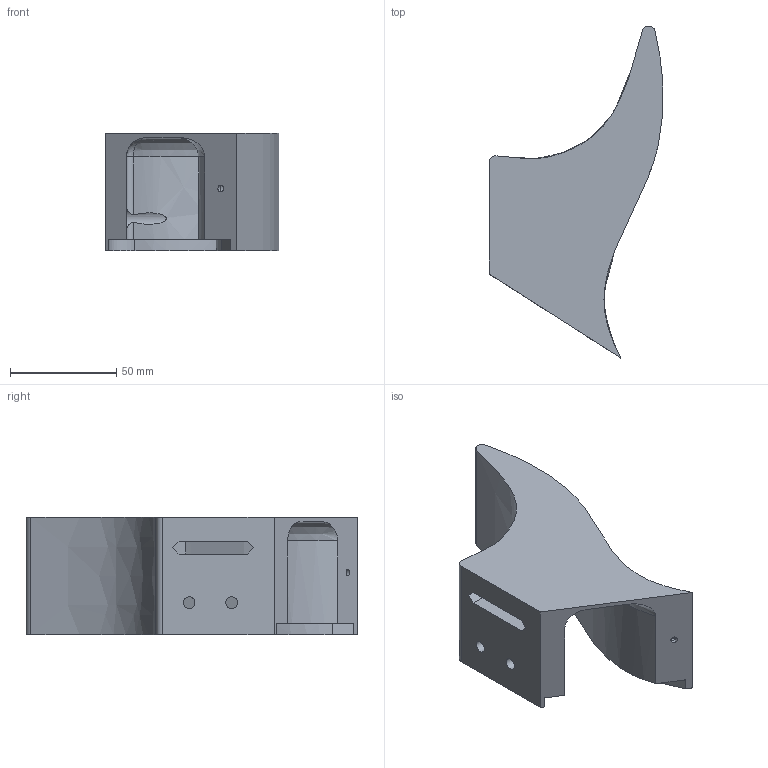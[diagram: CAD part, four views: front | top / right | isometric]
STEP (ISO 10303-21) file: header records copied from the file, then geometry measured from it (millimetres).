
FILE_DESCRIPTION(/* description */ ('STEP AP242','CAx-IF Rec.Pracs.---Representation and Presentation of Product Manufacturing Information (PMI)---4.0---2014-10-13','CAx-IF Rec.Pracs.---3D Tessellated Geometry---0.4---2014-09-14','2;1'),/* implementation_level */ '2;1');
FILE_NAME(/* name */ 'BC Rich - Headless - Body - Top Right',/* time_stamp */ '2025-02-06T01:27:06Z',/* author */ (''),/* organization */ (''),/* preprocessor_version */ 'ST-DEVELOPER v20',/* originating_system */ 'ONSHAPE BY PTC INC, 1.193',/* authorisation */ ' ');
FILE_SCHEMA (('AP242_MANAGED_MODEL_BASED_3D_ENGINEERING_MIM_LF { 1 0 10303 442 1 1 4 }'));
Length unit declared in the file: metre
Products named in the file (1): Headless - Body - Top Right
Bounding box: 81.66 x 155.97 x 55 mm (x, y, z)
Volume: 159915.4 mm3; surface area: 43705.5 mm2
Topology: 1 solids, 1 shells, 51 faces, 127 edges, 81 vertices
Faces by surface type: plane 22, cylinder 18, bspline 11
Full cylindrical faces by diameter (mm): 3.2 x1, 5.5 x2, 6 x5, 10 x2
Entity records: 1968 total; most frequent: CARTESIAN_POINT 834, ORIENTED_EDGE 226, DIRECTION 202, EDGE_CURVE 113, VERTEX_POINT 79, EDGE_LOOP 74, FACE_BOUND 74, AXIS2_PLACEMENT_3D 73
